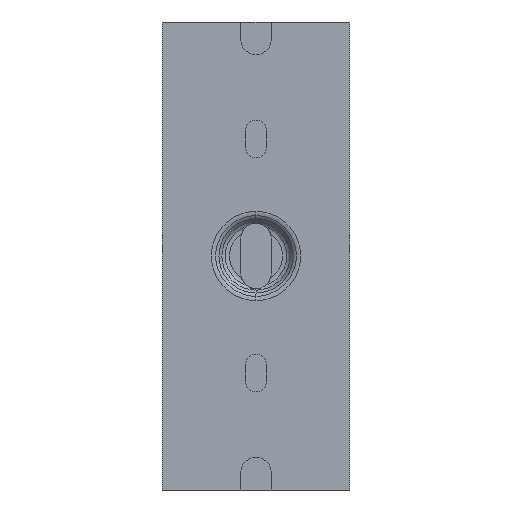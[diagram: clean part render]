
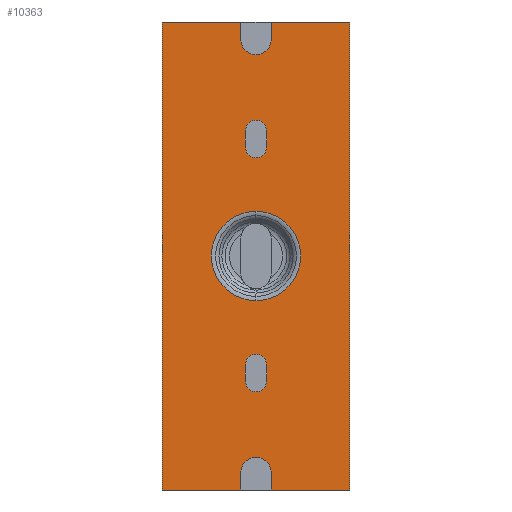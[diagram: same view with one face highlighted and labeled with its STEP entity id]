
A CAD part, front view. The second image highlights one B-rep face of the part: STEP entity #10363.
In plain terms, the highlighted planar face has unit normal (0, -1, 0).
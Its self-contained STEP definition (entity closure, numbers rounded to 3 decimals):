
#882=DIRECTION('',(0.,0.,1.));
#883=VECTOR('',#882,3.5);
#884=CARTESIAN_POINT('',(2.25,-52.2,923.25));
#885=LINE('',#884,#883);
#889=CARTESIAN_POINT('',(0.,-52.2,926.75));
#890=DIRECTION('',(0.,-1.,0.));
#891=DIRECTION('',(1.,0.,0.));
#892=AXIS2_PLACEMENT_3D('',#889,#890,#891);
#897=CARTESIAN_POINT('',(0.,-52.2,926.75));
#898=DIRECTION('',(0.,-1.,0.));
#899=DIRECTION('',(0.,0.,1.));
#900=AXIS2_PLACEMENT_3D('',#897,#898,#899);
#905=DIRECTION('',(0.,0.,-1.));
#906=VECTOR('',#905,3.5);
#907=CARTESIAN_POINT('',(-2.25,-52.2,926.75));
#908=LINE('',#907,#906);
#912=CARTESIAN_POINT('',(0.,-52.2,923.25));
#913=DIRECTION('',(0.,-1.,0.));
#914=DIRECTION('',(-1.,0.,0.));
#915=AXIS2_PLACEMENT_3D('',#912,#913,#914);
#920=CARTESIAN_POINT('',(0.,-52.2,923.25));
#921=DIRECTION('',(0.,-1.,0.));
#922=DIRECTION('',(0.,0.,-1.));
#923=AXIS2_PLACEMENT_3D('',#920,#921,#922);
#928=CARTESIAN_POINT('',(0.,-52.2,
950.));
#929=DIRECTION('',(0.,-1.,0.));
#930=DIRECTION('',(0.,0.,-1.));
#931=AXIS2_PLACEMENT_3D('',#928,#929,#930);
#936=CARTESIAN_POINT('',(0.,-52.2,
950.));
#937=DIRECTION('',(0.,-1.,0.));
#938=DIRECTION('',(0.,0.,1.));
#939=AXIS2_PLACEMENT_3D('',#936,#937,#938);
#944=DIRECTION('',(0.,0.,1.));
#945=VECTOR('',#944,3.5);
#946=CARTESIAN_POINT('',(2.25,-52.2,973.25));
#947=LINE('',#946,#945);
#951=CARTESIAN_POINT('',(0.,-52.2,976.75));
#952=DIRECTION('',(0.,-1.,0.));
#953=DIRECTION('',(1.,0.,0.));
#954=AXIS2_PLACEMENT_3D('',#951,#952,#953);
#959=CARTESIAN_POINT('',(0.,-52.2,976.75));
#960=DIRECTION('',(0.,-1.,0.));
#961=DIRECTION('',(0.,0.,1.));
#962=AXIS2_PLACEMENT_3D('',#959,#960,#961);
#967=DIRECTION('',(0.,0.,-1.));
#968=VECTOR('',#967,3.5);
#969=CARTESIAN_POINT('',(-2.25,-52.2,976.75));
#970=LINE('',#969,#968);
#974=CARTESIAN_POINT('',(0.,-52.2,973.25));
#975=DIRECTION('',(0.,-1.,0.));
#976=DIRECTION('',(-1.,0.,0.));
#977=AXIS2_PLACEMENT_3D('',#974,#975,#976);
#982=CARTESIAN_POINT('',(0.,-52.2,973.25));
#983=DIRECTION('',(0.,-1.,0.));
#984=DIRECTION('',(0.,0.,-1.));
#985=AXIS2_PLACEMENT_3D('',#982,#983,#984);
#990=DIRECTION('',(-1.,0.,0.));
#991=VECTOR('',#990,16.75);
#992=CARTESIAN_POINT('',(20.,-52.2,900.));
#993=LINE('',#992,#991);
#997=DIRECTION('',(0.,0.,1.));
#998=VECTOR('',#997,3.75);
#999=CARTESIAN_POINT('',(3.25,-52.2,900.));
#1000=LINE('',#999,#998);
#1004=CARTESIAN_POINT('',(0.,-52.2,903.75));
#1005=DIRECTION('',(0.,-1.,0.));
#1006=DIRECTION('',(1.,0.,0.));
#1007=AXIS2_PLACEMENT_3D('',#1004,#1005,#1006);
#1012=CARTESIAN_POINT('',(0.,-52.2,903.75));
#1013=DIRECTION('',(0.,-1.,0.));
#1014=DIRECTION('',(0.,0.,1.));
#1015=AXIS2_PLACEMENT_3D('',#1012,#1013,#1014);
#1020=DIRECTION('',(0.,0.,-1.));
#1021=VECTOR('',#1020,3.75);
#1022=CARTESIAN_POINT('',(-3.25,-52.2,903.75));
#1023=LINE('',#1022,#1021);
#1027=DIRECTION('',(-1.,0.,0.));
#1028=VECTOR('',#1027,16.75);
#1029=CARTESIAN_POINT('',(-3.25,-52.2,900.));
#1030=LINE('',#1029,#1028);
#1034=DIRECTION('',(0.,0.,1.));
#1035=VECTOR('',#1034,100.);
#1036=CARTESIAN_POINT('',(-20.,-52.2,900.));
#1037=LINE('',#1036,#1035);
#1041=DIRECTION('',(1.,0.,0.));
#1042=VECTOR('',#1041,16.75);
#1043=CARTESIAN_POINT('',(-20.,-52.2,1000.));
#1044=LINE('',#1043,#1042);
#1048=DIRECTION('',(0.,0.,-1.));
#1049=VECTOR('',#1048,3.75);
#1050=CARTESIAN_POINT('',(-3.25,-52.2,1000.));
#1051=LINE('',#1050,#1049);
#1055=CARTESIAN_POINT('',(0.,-52.2,996.25));
#1056=DIRECTION('',(0.,-1.,0.));
#1057=DIRECTION('',(-1.,0.,0.));
#1058=AXIS2_PLACEMENT_3D('',#1055,#1056,#1057);
#1063=CARTESIAN_POINT('',(0.,-52.2,996.25));
#1064=DIRECTION('',(0.,-1.,0.));
#1065=DIRECTION('',(0.,0.,-1.));
#1066=AXIS2_PLACEMENT_3D('',#1063,#1064,#1065);
#1071=DIRECTION('',(0.,0.,1.));
#1072=VECTOR('',#1071,3.75);
#1073=CARTESIAN_POINT('',(3.25,-52.2,996.25));
#1074=LINE('',#1073,#1072);
#1078=DIRECTION('',(1.,0.,0.));
#1079=VECTOR('',#1078,16.75);
#1080=CARTESIAN_POINT('',(3.25,-52.2,1000.));
#1081=LINE('',#1080,#1079);
#1085=DIRECTION('',(0.,0.,-1.));
#1086=VECTOR('',#1085,100.);
#1087=CARTESIAN_POINT('',(20.,-52.2,1000.));
#1088=LINE('',#1087,#1086);
#8910=CARTESIAN_POINT('',(-20.,-52.2,1000.));
#8911=CARTESIAN_POINT('',(-3.25,-52.2,1000.));
#8912=VERTEX_POINT('',#8910);
#8913=VERTEX_POINT('',#8911);
#8914=CARTESIAN_POINT('',(-3.25,-52.2,996.25));
#8915=VERTEX_POINT('',#8914);
#8916=CARTESIAN_POINT('',(0.,-52.2,993.));
#8917=CARTESIAN_POINT('',(3.25,-52.2,996.25));
#8918=VERTEX_POINT('',#8916);
#8919=VERTEX_POINT('',#8917);
#8920=CARTESIAN_POINT('',(3.25,-52.2,1000.));
#8921=VERTEX_POINT('',#8920);
#8922=CARTESIAN_POINT('',(20.,-52.2,1000.));
#8923=VERTEX_POINT('',#8922);
#8924=CARTESIAN_POINT('',(2.25,-52.2,923.25));
#8925=CARTESIAN_POINT('',(2.25,-52.2,926.75));
#8926=VERTEX_POINT('',#8924);
#8927=VERTEX_POINT('',#8925);
#8928=CARTESIAN_POINT('',(0.,-52.2,929.));
#8929=VERTEX_POINT('',#8928);
#8930=CARTESIAN_POINT('',(-2.25,-52.2,926.75));
#8931=VERTEX_POINT('',#8930);
#8932=CARTESIAN_POINT('',(-2.25,-52.2,923.25));
#8933=VERTEX_POINT('',#8932);
#8934=CARTESIAN_POINT('',(0.,-52.2,921.));
#8935=VERTEX_POINT('',#8934);
#8936=CARTESIAN_POINT('',(0.,-52.2,
940.468));
#8937=CARTESIAN_POINT('',(0.,-52.2,
959.532));
#8938=VERTEX_POINT('',#8936);
#8939=VERTEX_POINT('',#8937);
#8940=CARTESIAN_POINT('',(2.25,-52.2,973.25));
#8941=CARTESIAN_POINT('',(2.25,-52.2,976.75));
#8942=VERTEX_POINT('',#8940);
#8943=VERTEX_POINT('',#8941);
#8944=CARTESIAN_POINT('',(0.,-52.2,979.));
#8945=VERTEX_POINT('',#8944);
#8946=CARTESIAN_POINT('',(-2.25,-52.2,976.75));
#8947=VERTEX_POINT('',#8946);
#8948=CARTESIAN_POINT('',(-2.25,-52.2,973.25));
#8949=VERTEX_POINT('',#8948);
#8950=CARTESIAN_POINT('',(0.,-52.2,971.));
#8951=VERTEX_POINT('',#8950);
#8952=CARTESIAN_POINT('',(3.25,-52.2,903.75));
#8953=CARTESIAN_POINT('',(0.,-52.2,907.));
#8954=VERTEX_POINT('',#8952);
#8955=VERTEX_POINT('',#8953);
#8956=CARTESIAN_POINT('',(-3.25,-52.2,903.75));
#8957=VERTEX_POINT('',#8956);
#10246=CARTESIAN_POINT('',(20.,-52.2,900.));
#10247=CARTESIAN_POINT('',(3.25,-52.2,900.));
#10248=VERTEX_POINT('',#10246);
#10249=VERTEX_POINT('',#10247);
#10250=CARTESIAN_POINT('',(-3.25,-52.2,900.));
#10251=CARTESIAN_POINT('',(-20.,-52.2,900.));
#10252=VERTEX_POINT('',#10250);
#10253=VERTEX_POINT('',#10251);
#10294=CARTESIAN_POINT('',(20.,-52.2,-1000.));
#10295=DIRECTION('',(0.,1.,0.));
#10296=DIRECTION('',(-1.,0.,0.));
#10297=AXIS2_PLACEMENT_3D('',#10294,#10295,#10296);
#10298=PLANE('',#10297);
#10300=ORIENTED_EDGE('',*,*,#10299,.T.);
#10302=ORIENTED_EDGE('',*,*,#10301,.T.);
#10304=ORIENTED_EDGE('',*,*,#10303,.T.);
#10306=ORIENTED_EDGE('',*,*,#10305,.T.);
#10308=ORIENTED_EDGE('',*,*,#10307,.T.);
#10310=ORIENTED_EDGE('',*,*,#10309,.T.);
#10312=ORIENTED_EDGE('',*,*,#10311,.T.);
#10314=ORIENTED_EDGE('',*,*,#10313,.T.);
#10316=ORIENTED_EDGE('',*,*,#10315,.T.);
#10318=ORIENTED_EDGE('',*,*,#10317,.T.);
#10320=ORIENTED_EDGE('',*,*,#10319,.T.);
#10322=ORIENTED_EDGE('',*,*,#10321,.T.);
#10324=ORIENTED_EDGE('',*,*,#10323,.T.);
#10326=ORIENTED_EDGE('',*,*,#10325,.T.);
#10327=EDGE_LOOP('',(#10300,#10302,#10304,#10306,#10308,#10310,#10312,#10314,
#10316,#10318,#10320,#10322,#10324,#10326));
#10328=FACE_OUTER_BOUND('',#10327,.F.);
#10330=ORIENTED_EDGE('',*,*,#10329,.T.);
#10332=ORIENTED_EDGE('',*,*,#10331,.T.);
#10333=EDGE_LOOP('',(#10330,#10332));
#10334=FACE_BOUND('',#10333,.F.);
#10336=ORIENTED_EDGE('',*,*,#10335,.T.);
#10338=ORIENTED_EDGE('',*,*,#10337,.T.);
#10340=ORIENTED_EDGE('',*,*,#10339,.T.);
#10342=ORIENTED_EDGE('',*,*,#10341,.T.);
#10344=ORIENTED_EDGE('',*,*,#10343,.T.);
#10346=ORIENTED_EDGE('',*,*,#10345,.T.);
#10347=EDGE_LOOP('',(#10336,#10338,#10340,#10342,#10344,#10346));
#10348=FACE_BOUND('',#10347,.F.);
#10350=ORIENTED_EDGE('',*,*,#10349,.T.);
#10352=ORIENTED_EDGE('',*,*,#10351,.T.);
#10354=ORIENTED_EDGE('',*,*,#10353,.T.);
#10356=ORIENTED_EDGE('',*,*,#10355,.T.);
#10358=ORIENTED_EDGE('',*,*,#10357,.T.);
#10360=ORIENTED_EDGE('',*,*,#10359,.T.);
#10361=EDGE_LOOP('',(#10350,#10352,#10354,#10356,#10358,#10360));
#10362=FACE_BOUND('',#10361,.F.);
#893=CIRCLE('',#892,2.25);
#901=CIRCLE('',#900,2.25);
#916=CIRCLE('',#915,2.25);
#924=CIRCLE('',#923,2.25);
#932=CIRCLE('',#931,9.532);
#940=CIRCLE('',#939,9.532);
#955=CIRCLE('',#954,2.25);
#963=CIRCLE('',#962,2.25);
#978=CIRCLE('',#977,2.25);
#986=CIRCLE('',#985,2.25);
#1008=CIRCLE('',#1007,3.25);
#1016=CIRCLE('',#1015,3.25);
#1059=CIRCLE('',#1058,3.25);
#1067=CIRCLE('',#1066,3.25);
#10299=EDGE_CURVE('',#10248,#10249,#993,.T.);
#10301=EDGE_CURVE('',#10249,#8954,#1000,.T.);
#10303=EDGE_CURVE('',#8954,#8955,#1008,.T.);
#10305=EDGE_CURVE('',#8955,#8957,#1016,.T.);
#10307=EDGE_CURVE('',#8957,#10252,#1023,.T.);
#10309=EDGE_CURVE('',#10252,#10253,#1030,.T.);
#10311=EDGE_CURVE('',#10253,#8912,#1037,.T.);
#10313=EDGE_CURVE('',#8912,#8913,#1044,.T.);
#10315=EDGE_CURVE('',#8913,#8915,#1051,.T.);
#10317=EDGE_CURVE('',#8915,#8918,#1059,.T.);
#10319=EDGE_CURVE('',#8918,#8919,#1067,.T.);
#10321=EDGE_CURVE('',#8919,#8921,#1074,.T.);
#10323=EDGE_CURVE('',#8921,#8923,#1081,.T.);
#10325=EDGE_CURVE('',#8923,#10248,#1088,.T.);
#10329=EDGE_CURVE('',#8938,#8939,#932,.T.);
#10331=EDGE_CURVE('',#8939,#8938,#940,.T.);
#10335=EDGE_CURVE('',#8942,#8943,#947,.T.);
#10337=EDGE_CURVE('',#8943,#8945,#955,.T.);
#10339=EDGE_CURVE('',#8945,#8947,#963,.T.);
#10341=EDGE_CURVE('',#8947,#8949,#970,.T.);
#10343=EDGE_CURVE('',#8949,#8951,#978,.T.);
#10345=EDGE_CURVE('',#8951,#8942,#986,.T.);
#10349=EDGE_CURVE('',#8926,#8927,#885,.T.);
#10351=EDGE_CURVE('',#8927,#8929,#893,.T.);
#10353=EDGE_CURVE('',#8929,#8931,#901,.T.);
#10355=EDGE_CURVE('',#8931,#8933,#908,.T.);
#10357=EDGE_CURVE('',#8933,#8935,#916,.T.);
#10359=EDGE_CURVE('',#8935,#8926,#924,.T.);
#10363=ADVANCED_FACE('',(#10328,#10334,#10348,#10362),#10298,.F.);
